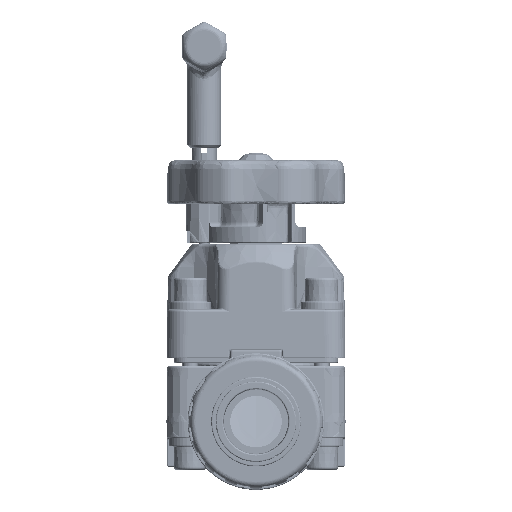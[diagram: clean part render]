
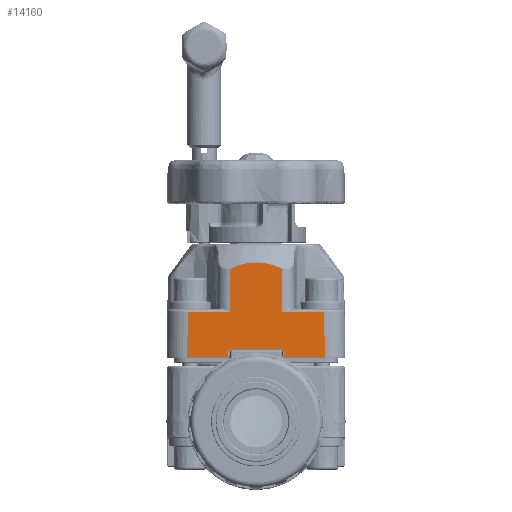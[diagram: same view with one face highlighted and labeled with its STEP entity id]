
A CAD part, left-side view. The second image highlights one B-rep face of the part: STEP entity #14160.
In plain terms, the highlighted planar face has unit normal (-1, 0, 0.018).
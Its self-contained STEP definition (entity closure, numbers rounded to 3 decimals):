
#5595=ELLIPSE('',#125979,1.,1.);
#5596=ELLIPSE('',#125980,1.,1.);
#7683=FACE_OUTER_BOUND('',#26603,.T.);
#14160=ADVANCED_FACE('',(#7683),#20264,.T.);
#20264=PLANE('',#125981);
#26603=EDGE_LOOP('',(#41341,#41342,#41343,#41344,#41345,#41346,#41347,#41348,
#41349,#41350,#41351,#41352,#41353,#41354,#41355));
#41341=ORIENTED_EDGE('',*,*,#84486,.T.);
#41342=ORIENTED_EDGE('',*,*,#84487,.T.);
#41343=ORIENTED_EDGE('',*,*,#84488,.T.);
#41344=ORIENTED_EDGE('',*,*,#84489,.F.);
#41345=ORIENTED_EDGE('',*,*,#84490,.F.);
#41346=ORIENTED_EDGE('',*,*,#84491,.T.);
#41347=ORIENTED_EDGE('',*,*,#84492,.T.);
#41348=ORIENTED_EDGE('',*,*,#84493,.T.);
#41349=ORIENTED_EDGE('',*,*,#84494,.F.);
#41350=ORIENTED_EDGE('',*,*,#84495,.F.);
#41351=ORIENTED_EDGE('',*,*,#84496,.T.);
#41352=ORIENTED_EDGE('',*,*,#84497,.F.);
#41353=ORIENTED_EDGE('',*,*,#84498,.F.);
#41354=ORIENTED_EDGE('',*,*,#84499,.F.);
#41355=ORIENTED_EDGE('',*,*,#84500,.T.);
#72173=VERTEX_POINT('',#211636);
#72174=VERTEX_POINT('',#211637);
#72175=VERTEX_POINT('',#211642);
#72176=VERTEX_POINT('',#211647);
#72177=VERTEX_POINT('',#211649);
#72178=VERTEX_POINT('',#211651);
#72179=VERTEX_POINT('',#211653);
#72180=VERTEX_POINT('',#211655);
#72181=VERTEX_POINT('',#211657);
#72182=VERTEX_POINT('',#211659);
#72183=VERTEX_POINT('',#211661);
#72184=VERTEX_POINT('',#211663);
#72185=VERTEX_POINT('',#211665);
#72186=VERTEX_POINT('',#211667);
#72187=VERTEX_POINT('',#211669);
#84486=EDGE_CURVE('',#72173,#72174,#99664,.T.);
#84487=EDGE_CURVE('',#72174,#72175,#120943,.T.);
#84488=EDGE_CURVE('',#72175,#72176,#120944,.T.);
#84489=EDGE_CURVE('',#72177,#72176,#99665,.T.);
#84490=EDGE_CURVE('',#72178,#72177,#99666,.T.);
#84491=EDGE_CURVE('',#72178,#72179,#99667,.T.);
#84492=EDGE_CURVE('',#72179,#72180,#99668,.T.);
#84493=EDGE_CURVE('',#72180,#72181,#99669,.T.);
#84494=EDGE_CURVE('',#72182,#72181,#5595,.T.);
#84495=EDGE_CURVE('',#72183,#72182,#99670,.T.);
#84496=EDGE_CURVE('',#72183,#72184,#5596,.T.);
#84497=EDGE_CURVE('',#72185,#72184,#99671,.T.);
#84498=EDGE_CURVE('',#72186,#72185,#99672,.T.);
#84499=EDGE_CURVE('',#72187,#72186,#99673,.T.);
#84500=EDGE_CURVE('',#72187,#72173,#99674,.T.);
#99664=LINE('',#211635,#110012);
#99665=LINE('',#211648,#110013);
#99666=LINE('',#211650,#110014);
#99667=LINE('',#211652,#110015);
#99668=LINE('',#211654,#110016);
#99669=LINE('',#211656,#110017);
#99670=LINE('',#211660,#110018);
#99671=LINE('',#211664,#110019);
#99672=LINE('',#211666,#110020);
#99673=LINE('',#211668,#110021);
#99674=LINE('',#211670,#110022);
#110012=VECTOR('',#137182,1.);
#110013=VECTOR('',#137183,1.);
#110014=VECTOR('',#137184,1.);
#110015=VECTOR('',#137185,1.);
#110016=VECTOR('',#137186,1.);
#110017=VECTOR('',#137187,1.);
#110018=VECTOR('',#137190,1.);
#110019=VECTOR('',#137193,1.);
#110020=VECTOR('',#137194,1.);
#110021=VECTOR('',#137195,1.);
#110022=VECTOR('',#137196,1.);
#120943=B_SPLINE_CURVE_WITH_KNOTS('',3,(#211638,#211639,#211640,#211641),
 .UNSPECIFIED.,.F.,.F.,(4,4),(0.,1.),.UNSPECIFIED.);
#120944=B_SPLINE_CURVE_WITH_KNOTS('',3,(#211643,#211644,#211645,#211646),
 .UNSPECIFIED.,.F.,.F.,(4,4),(0.,1.),.UNSPECIFIED.);
#125979=AXIS2_PLACEMENT_3D('',#211658,#137188,#137189);
#125980=AXIS2_PLACEMENT_3D('',#211662,#137191,#137192);
#125981=AXIS2_PLACEMENT_3D('',#211671,#137197,#137198);
#137182=DIRECTION('',(0.017,0.015,1.));
#137183=DIRECTION('',(0.017,-0.015,1.));
#137184=DIRECTION('',(0.,-1.,0.));
#137185=DIRECTION('',(-0.017,0.017,-1.));
#137186=DIRECTION('',(0.,-1.,0.));
#137187=DIRECTION('',(0.017,-0.052,0.998));
#137188=DIRECTION('',(-1.,0.,0.017));
#137189=DIRECTION('',(0.017,0.,1.));
#137190=DIRECTION('',(0.,1.,0.));
#137191=DIRECTION('',(1.,0.,-0.017));
#137192=DIRECTION('',(0.017,0.,1.));
#137193=DIRECTION('',(0.017,0.052,0.998));
#137194=DIRECTION('',(0.,1.,0.));
#137195=DIRECTION('',(-0.017,-0.017,-1.));
#137196=DIRECTION('',(0.,1.,0.));
#137197=DIRECTION('',(-1.,0.,0.017));
#137198=DIRECTION('',(-0.017,0.,-1.));
#211635=CARTESIAN_POINT('',(-112.997,-220.422,7.156));
#211636=CARTESIAN_POINT('',(-112.686,-220.154,25.017));
#211637=CARTESIAN_POINT('',(-112.392,-219.902,41.811));
#211638=CARTESIAN_POINT('',(-112.392,-219.902,41.811));
#211639=CARTESIAN_POINT('',(-112.366,-216.797,43.306));
#211640=CARTESIAN_POINT('',(-112.351,-213.451,44.161));
#211641=CARTESIAN_POINT('',(-112.351,-210.,44.161));
#211642=CARTESIAN_POINT('',(-112.351,-210.,44.161));
#211643=CARTESIAN_POINT('',(-112.351,-210.,44.161));
#211644=CARTESIAN_POINT('',(-112.351,-206.552,44.161));
#211645=CARTESIAN_POINT('',(-112.366,-203.199,43.304));
#211646=CARTESIAN_POINT('',(-112.392,-200.098,41.811));
#211647=CARTESIAN_POINT('',(-112.392,-200.098,41.811));
#211648=CARTESIAN_POINT('',(-112.997,-199.578,7.156));
#211649=CARTESIAN_POINT('',(-112.686,-199.846,25.017));
#211650=CARTESIAN_POINT('',(-112.686,-198.596,25.017));
#211651=CARTESIAN_POINT('',(-112.686,-183.613,25.017));
#211652=CARTESIAN_POINT('',(-112.992,-183.307,7.466));
#211653=CARTESIAN_POINT('',(-112.991,-183.308,7.509));
#211654=CARTESIAN_POINT('',(-112.991,-238.,7.509));
#211655=CARTESIAN_POINT('',(-112.991,-199.21,7.509));
#211656=CARTESIAN_POINT('',(-112.945,-199.35,10.176));
#211657=CARTESIAN_POINT('',(-112.953,-199.326,9.711));
#211658=CARTESIAN_POINT('',(-112.954,-200.324,9.659));
#211659=CARTESIAN_POINT('',(-112.936,-200.324,10.659));
#211660=CARTESIAN_POINT('',(-112.936,-220.15,10.659));
#211661=CARTESIAN_POINT('',(-112.936,-219.676,10.659));
#211662=CARTESIAN_POINT('',(-112.954,-219.676,9.659));
#211663=CARTESIAN_POINT('',(-112.953,-220.674,9.711));
#211664=CARTESIAN_POINT('',(-112.945,-220.65,10.176));
#211665=CARTESIAN_POINT('',(-112.991,-220.79,7.509));
#211666=CARTESIAN_POINT('',(-112.991,-182.,7.509));
#211667=CARTESIAN_POINT('',(-112.991,-236.692,7.509));
#211668=CARTESIAN_POINT('',(-112.992,-236.693,7.466));
#211669=CARTESIAN_POINT('',(-112.686,-236.387,25.017));
#211670=CARTESIAN_POINT('',(-112.686,-221.404,25.017));
#211671=CARTESIAN_POINT('',(-113.,-210.,7.));
